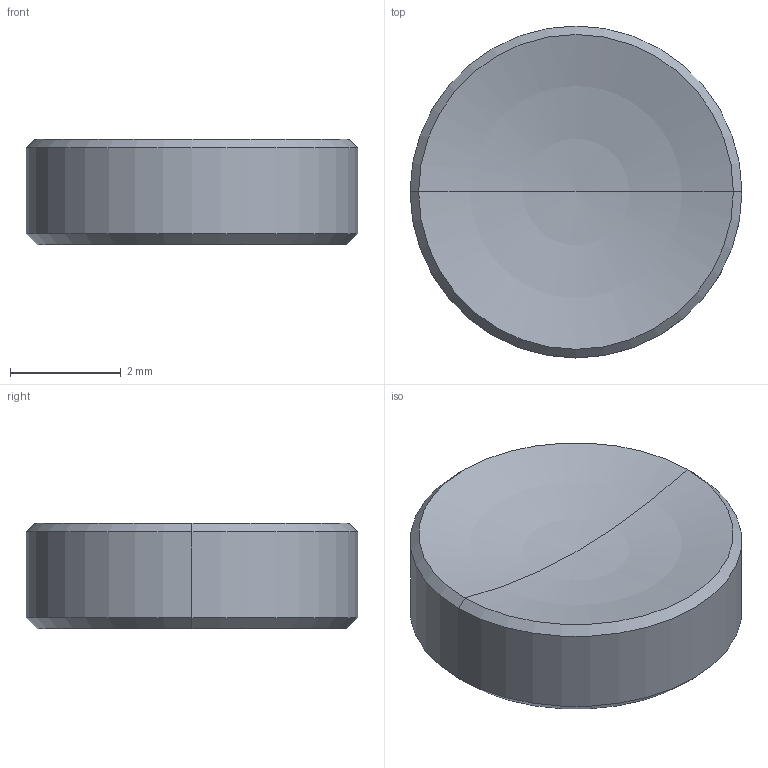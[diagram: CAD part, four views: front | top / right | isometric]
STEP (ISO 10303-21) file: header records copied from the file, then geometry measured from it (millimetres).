
FILE_DESCRIPTION (( 'STEP AP214' ), '1' );
FILE_NAME ('GL13-006A-020.STEP', '2022-10-25T12:39:11', ( '' ), ( '' ), 'SwSTEP 2.0', 'SolidWorks 2022', '' );
FILE_SCHEMA (( 'AUTOMOTIVE_DESIGN' ));
Length unit declared in the file: millimetre
Products named in the file (1): GL13-006A-020
Bounding box: 6 x 6 x 1.9 mm (x, y, z)
Volume: 48.1 mm3; surface area: 89 mm2
Topology: 1 solids, 1 shells, 9 faces, 18 edges, 9 vertices
Faces by surface type: cone 4, cylinder 2, torus 2, plane 1
Entity records: 254 total; most frequent: DIRECTION 46, CARTESIAN_POINT 35, ORIENTED_EDGE 32, AXIS2_PLACEMENT_3D 20, EDGE_CURVE 16, CIRCLE 10, VERTEX_POINT 9, EDGE_LOOP 9
